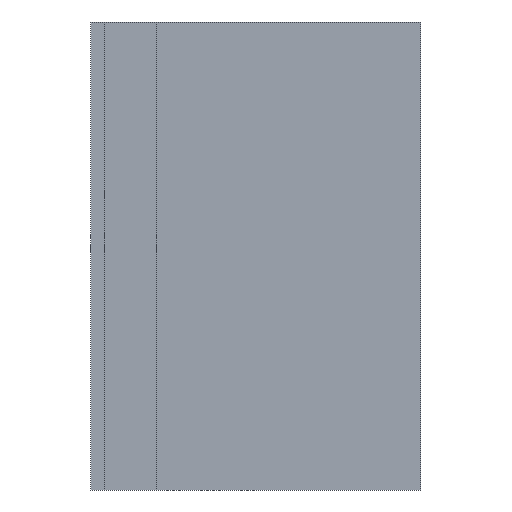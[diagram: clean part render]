
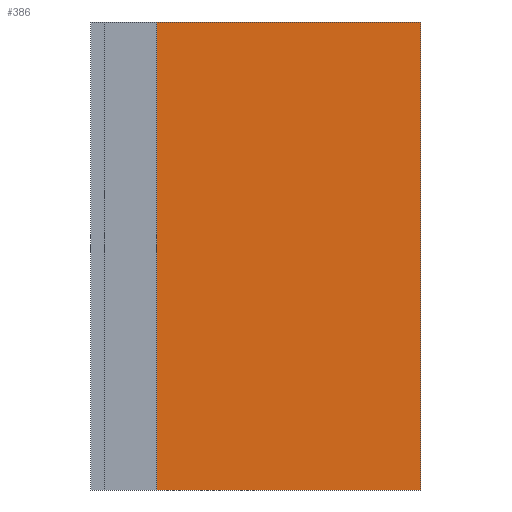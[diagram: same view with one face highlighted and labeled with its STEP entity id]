
A CAD part, front view. The second image highlights one B-rep face of the part: STEP entity #386.
In plain terms, the highlighted planar face has unit normal (0, -1, 0).
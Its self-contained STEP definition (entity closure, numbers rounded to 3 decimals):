
#16=DIRECTION('',(0.,0.,1.));
#17=VECTOR('',#16,11.7);
#18=CARTESIAN_POINT('',(-3.3,0.,-5.85));
#19=LINE('',#18,#17);
#24=DIRECTION('',(1.,0.,0.));
#25=VECTOR('',#24,6.6);
#26=CARTESIAN_POINT('',(-3.3,0.,5.85));
#27=LINE('',#26,#25);
#31=DIRECTION('',(0.,0.,-1.));
#32=VECTOR('',#31,11.7);
#33=CARTESIAN_POINT('',(3.3,0.,5.85));
#34=LINE('',#33,#32);
#38=DIRECTION('',(-1.,0.,0.));
#39=VECTOR('',#38,6.6);
#40=CARTESIAN_POINT('',(3.3,0.,-5.85));
#41=LINE('',#40,#39);
#315=CARTESIAN_POINT('',(-3.3,0.,-5.85));
#316=CARTESIAN_POINT('',(-3.3,0.,5.85));
#317=VERTEX_POINT('',#315);
#318=VERTEX_POINT('',#316);
#319=CARTESIAN_POINT('',(3.3,0.,5.85));
#320=VERTEX_POINT('',#319);
#321=CARTESIAN_POINT('',(3.3,0.,-5.85));
#322=VERTEX_POINT('',#321);
#371=CARTESIAN_POINT('',(0.,0.,0.));
#372=DIRECTION('',(0.,1.,0.));
#373=DIRECTION('',(1.,0.,0.));
#374=AXIS2_PLACEMENT_3D('',#371,#372,#373);
#375=PLANE('',#374);
#377=ORIENTED_EDGE('',*,*,#376,.T.);
#379=ORIENTED_EDGE('',*,*,#378,.T.);
#381=ORIENTED_EDGE('',*,*,#380,.T.);
#383=ORIENTED_EDGE('',*,*,#382,.T.);
#384=EDGE_LOOP('',(#377,#379,#381,#383));
#385=FACE_OUTER_BOUND('',#384,.F.);
#376=EDGE_CURVE('',#317,#318,#19,.T.);
#378=EDGE_CURVE('',#318,#320,#27,.T.);
#380=EDGE_CURVE('',#320,#322,#34,.T.);
#382=EDGE_CURVE('',#322,#317,#41,.T.);
#386=ADVANCED_FACE('',(#385),#375,.F.);
